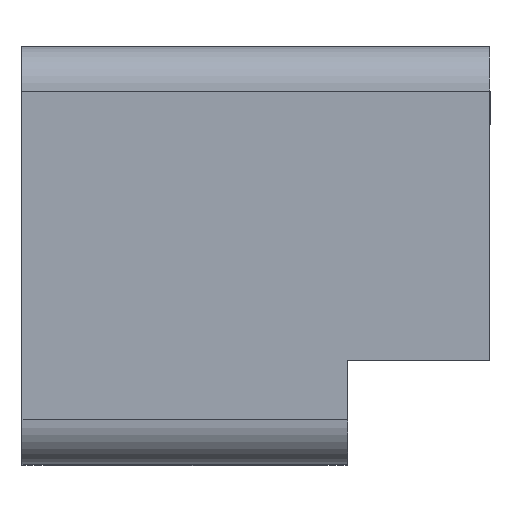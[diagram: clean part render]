
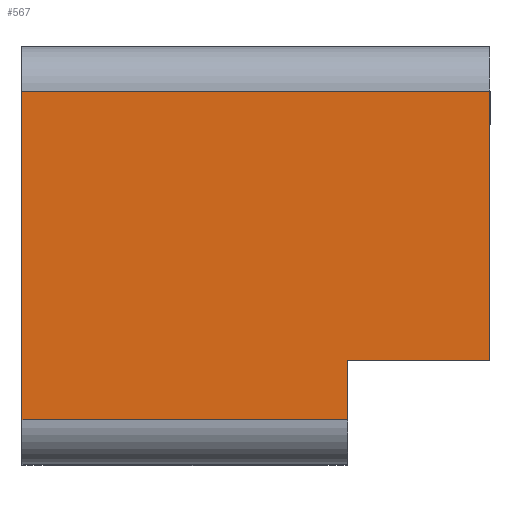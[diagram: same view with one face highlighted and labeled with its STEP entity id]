
A CAD part, top view. The second image highlights one B-rep face of the part: STEP entity #567.
In plain terms, the highlighted planar face has unit normal (0, 0, 1).
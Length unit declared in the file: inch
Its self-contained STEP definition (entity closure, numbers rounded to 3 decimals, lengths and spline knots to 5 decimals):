
#42=PLANE('',#647);
#73=FACE_OUTER_BOUND('',#115,.T.);
#115=EDGE_LOOP('',(#501,#502,#503,#504,#505,#506));
#139=LINE('',#881,#190);
#156=LINE('',#940,#207);
#157=LINE('',#944,#208);
#160=LINE('',#951,#211);
#166=LINE('',#967,#217);
#168=LINE('',#970,#219);
#190=VECTOR('',#709,0.3937);
#207=VECTOR('',#774,0.3937);
#208=VECTOR('',#777,0.3937);
#211=VECTOR('',#786,0.3937);
#217=VECTOR('',#804,0.3937);
#219=VECTOR('',#808,0.3937);
#264=VERTEX_POINT('',#864);
#268=VERTEX_POINT('',#876);
#286=VERTEX_POINT('',#938);
#287=VERTEX_POINT('',#942);
#288=VERTEX_POINT('',#943);
#293=VERTEX_POINT('',#966);
#322=EDGE_CURVE('',#268,#264,#139,.T.);
#351=EDGE_CURVE('',#286,#264,#156,.T.);
#352=EDGE_CURVE('',#287,#288,#157,.T.);
#357=EDGE_CURVE('',#268,#288,#160,.T.);
#365=EDGE_CURVE('',#287,#293,#166,.T.);
#367=EDGE_CURVE('',#293,#286,#168,.T.);
#501=ORIENTED_EDGE('',*,*,#352,.T.);
#502=ORIENTED_EDGE('',*,*,#357,.F.);
#503=ORIENTED_EDGE('',*,*,#322,.T.);
#504=ORIENTED_EDGE('',*,*,#351,.F.);
#505=ORIENTED_EDGE('',*,*,#367,.F.);
#506=ORIENTED_EDGE('',*,*,#365,.F.);
#567=ADVANCED_FACE('',(#73),#42,.T.);
#647=AXIS2_PLACEMENT_3D('',#971,#809,#810);
#709=DIRECTION('',(1.,0.,0.));
#774=DIRECTION('',(0.,-1.,0.));
#777=DIRECTION('',(-1.,0.,0.));
#786=DIRECTION('',(0.,1.,0.));
#804=DIRECTION('',(0.,-1.,0.));
#808=DIRECTION('',(-1.,0.,0.));
#809=DIRECTION('center_axis',(0.,0.,
1.));
#810=DIRECTION('ref_axis',(0.,-1.,0.));
#864=CARTESIAN_POINT('',(0.,0.24,1.125));
#876=CARTESIAN_POINT('',(-1.75,0.24,1.125));
#881=CARTESIAN_POINT('',(0.,0.24,1.125));
#938=CARTESIAN_POINT('',(0.,0.5575,1.125));
#940=CARTESIAN_POINT('',(0.,0.5575,1.125));
#942=CARTESIAN_POINT('',(0.76267,2.005,1.125));
#943=CARTESIAN_POINT('',(-1.75,2.005,1.125));
#944=CARTESIAN_POINT('',(-0.49367,2.005,1.125));
#951=CARTESIAN_POINT('',(-1.75,2.27643,1.125));
#966=CARTESIAN_POINT('',(0.76267,0.5575,1.125));
#967=CARTESIAN_POINT('',(0.76267,2.005,1.125));
#970=CARTESIAN_POINT('',(0.76267,0.5575,1.125));
#971=CARTESIAN_POINT('Origin',(-0.49367,1.41697,1.125));
